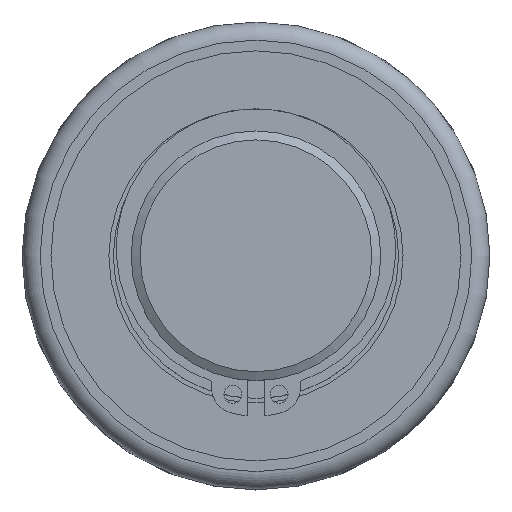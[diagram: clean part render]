
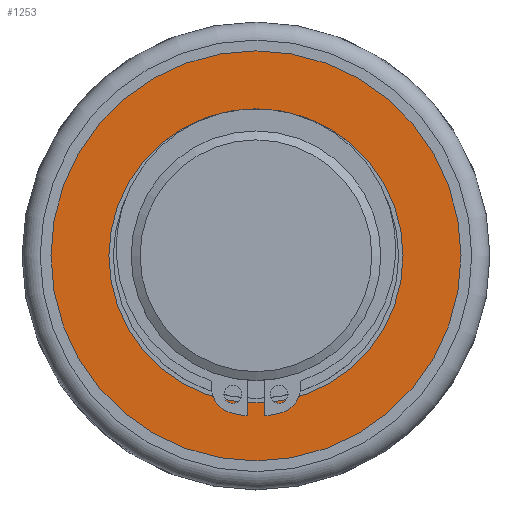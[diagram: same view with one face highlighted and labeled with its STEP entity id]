
A CAD part, top view. The second image highlights one B-rep face of the part: STEP entity #1253.
In plain terms, the highlighted planar face has unit normal (0, 0, 1).
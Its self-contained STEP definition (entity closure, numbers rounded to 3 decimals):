
#46=FACE_BOUND('',#259,.T.);
#73=PLANE('',#1448);
#166=FACE_OUTER_BOUND('',#258,.T.);
#258=EDGE_LOOP('',(#1031));
#259=EDGE_LOOP('',(#1032));
#478=CIRCLE('',#1442,16.5);
#481=CIRCLE('',#1446,23.);
#584=VERTEX_POINT('',#2189);
#587=VERTEX_POINT('',#2197);
#735=EDGE_CURVE('',#584,#584,#478,.T.);
#740=EDGE_CURVE('',#587,#587,#481,.T.);
#1031=ORIENTED_EDGE('',*,*,#740,.T.);
#1032=ORIENTED_EDGE('',*,*,#735,.T.);
#1253=ADVANCED_FACE('',(#166,#46),#73,.T.);
#1442=AXIS2_PLACEMENT_3D('',#2190,#1802,#1803);
#1446=AXIS2_PLACEMENT_3D('',#2199,#1812,#1813);
#1448=AXIS2_PLACEMENT_3D('',#2201,#1816,#1817);
#1802=DIRECTION('center_axis',(0.,0.,
-1.));
#1803=DIRECTION('ref_axis',(-1.,0.,0.));
#1812=DIRECTION('center_axis',(0.,0.,
1.));
#1813=DIRECTION('ref_axis',(-1.,0.,0.));
#1816=DIRECTION('center_axis',(0.,0.,
1.));
#1817=DIRECTION('ref_axis',(-1.,0.,0.));
#2189=CARTESIAN_POINT('',(16.422,0.353,12.5));
#2190=CARTESIAN_POINT('Origin',(-0.078,0.353,12.5));
#2197=CARTESIAN_POINT('',(22.922,0.353,12.5));
#2199=CARTESIAN_POINT('Origin',(-0.078,0.353,12.5));
#2201=CARTESIAN_POINT('Origin',(-0.078,0.353,12.5));
